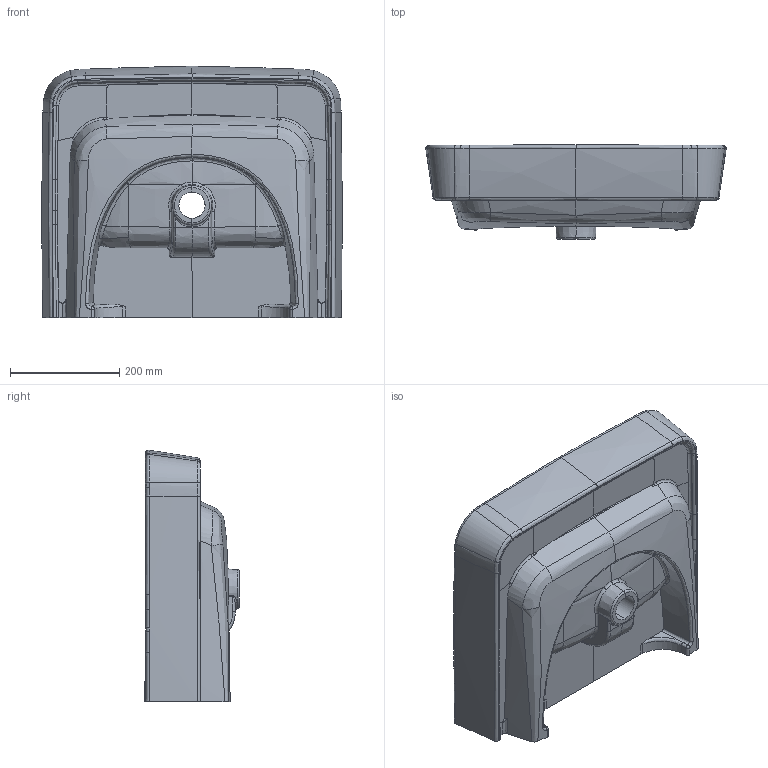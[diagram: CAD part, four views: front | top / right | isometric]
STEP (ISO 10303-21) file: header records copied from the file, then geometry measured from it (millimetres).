
FILE_DESCRIPTION(/* description */ (''),/* implementation_level */ '2;1');
FILE_NAME(/* name */ '4A4155.stp',/* time_stamp */ '2020-03-25T13:38:10+01:00',/* author */ (''),/* organization */ (''),/* preprocessor_version */ 'ST-DEVELOPER v16.7',/* originating_system */ 'SIEMENS PLM Software NX 1863',/* authorisation */ '');
FILE_SCHEMA (('AUTOMOTIVE_DESIGN { 1 0 10303 214 3 1 1 1 }'));
Length unit declared in the file: millimetre
Products named in the file (1): Sier1B746D55qmcx
Bounding box: 548.9 x 173.51 x 459.43 mm (x, y, z)
Volume: 15717331.1 mm3; surface area: 840996.9 mm2
Topology: 1 solids, 1 shells, 343 faces, 854 edges, 503 vertices
Faces by surface type: bspline 324, cylinder 6, plane 5, cone 4, torus 2, sphere 2
Entity records: 28483 total; most frequent: CARTESIAN_POINT 23013, ORIENTED_EDGE 1692, EDGE_CURVE 846, B_SPLINE_CURVE_WITH_KNOTS 715, VERTEX_POINT 503, ADVANCED_FACE 343, FACE_OUTER_BOUND 343, EDGE_LOOP 343
